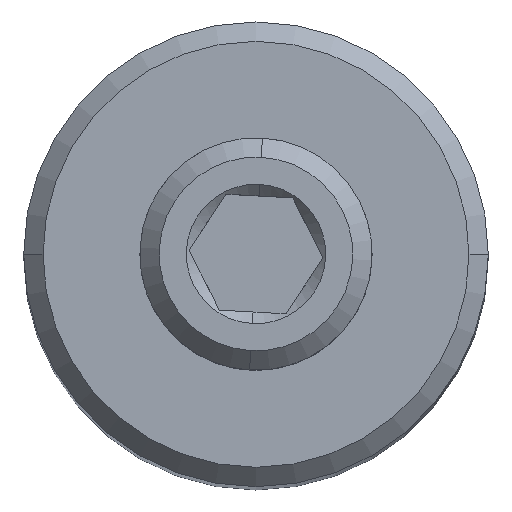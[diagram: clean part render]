
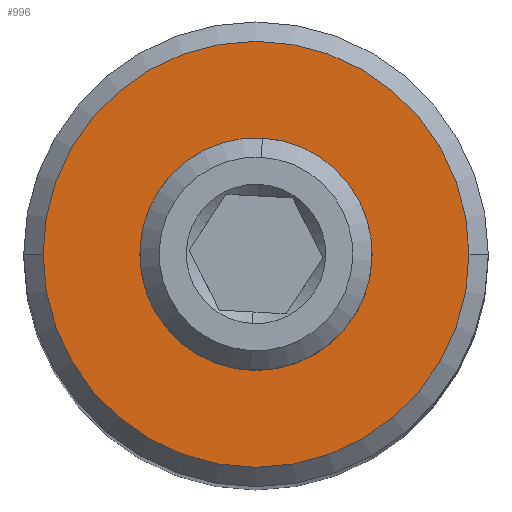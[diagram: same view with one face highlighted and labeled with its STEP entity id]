
A CAD part, top view. The second image highlights one B-rep face of the part: STEP entity #996.
In plain terms, the highlighted planar face has unit normal (0, 0, 1).
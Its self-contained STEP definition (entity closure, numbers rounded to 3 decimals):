
#42 = AXIS2_PLACEMENT_3D ( 'NONE', #714, #474, #700 ) ;
#54 = DIRECTION ( 'NONE',  ( 1., 0., 0. ) ) ;
#58 = VERTEX_POINT ( 'NONE', #1345 ) ;
#83 = ORIENTED_EDGE ( 'NONE', *, *, #1519, .F. ) ;
#131 = CARTESIAN_POINT ( 'NONE',  ( 0., 0., 12.5 ) ) ;
#163 = EDGE_CURVE ( 'NONE', #1032, #960, #1200, .T. ) ;
#194 = PLANE ( 'NONE',  #819 ) ;
#232 = FACE_OUTER_BOUND ( 'NONE', #1451, .T. ) ;
#244 = ORIENTED_EDGE ( 'NONE', *, *, #528, .F. ) ;
#259 = AXIS2_PLACEMENT_3D ( 'NONE', #131, #1033, #1005 ) ;
#288 = AXIS2_PLACEMENT_3D ( 'NONE', #1312, #1315, #54 ) ;
#303 = CARTESIAN_POINT ( 'NONE',  ( 2.75, 0., 12.5 ) ) ;
#377 = CIRCLE ( 'NONE', #259, 2.75 ) ;
#385 = EDGE_CURVE ( 'NONE', #960, #1032, #377, .T. ) ;
#451 = ORIENTED_EDGE ( 'NONE', *, *, #385, .T. ) ;
#474 = DIRECTION ( 'NONE',  ( 0., 0., 1. ) ) ;
#476 = DIRECTION ( 'NONE',  ( 0., 0., 1. ) ) ;
#482 = CARTESIAN_POINT ( 'NONE',  ( 0., 0., 12.5 ) ) ;
#528 = EDGE_CURVE ( 'NONE', #58, #964, #1463, .T. ) ;
#611 = FACE_BOUND ( 'NONE', #919, .T. ) ;
#700 = DIRECTION ( 'NONE',  ( 1., 0., 0. ) ) ;
#714 = CARTESIAN_POINT ( 'NONE',  ( 0., 0., 12.5 ) ) ;
#819 = AXIS2_PLACEMENT_3D ( 'NONE', #1575, #939, #1325 ) ;
#843 = DIRECTION ( 'NONE',  ( 1., 0., 0. ) ) ;
#919 = EDGE_LOOP ( 'NONE', ( #83, #244 ) ) ;
#938 = AXIS2_PLACEMENT_3D ( 'NONE', #482, #476, #843 ) ;
#939 = DIRECTION ( 'NONE',  ( 0., 0., 1. ) ) ;
#960 = VERTEX_POINT ( 'NONE', #303 ) ;
#964 = VERTEX_POINT ( 'NONE', #1565 ) ;
#996 = ADVANCED_FACE ( 'NONE', ( #232, #611 ), #194, .T. ) ;
#1005 = DIRECTION ( 'NONE',  ( 1., 0., 0. ) ) ;
#1032 = VERTEX_POINT ( 'NONE', #1188 ) ;
#1033 = DIRECTION ( 'NONE',  ( 0., 0., 1. ) ) ;
#1065 = ORIENTED_EDGE ( 'NONE', *, *, #163, .T. ) ;
#1188 = CARTESIAN_POINT ( 'NONE',  ( -2.75, 0., 12.5 ) ) ;
#1200 = CIRCLE ( 'NONE', #938, 2.75 ) ;
#1312 = CARTESIAN_POINT ( 'NONE',  ( 0., 0., 12.5 ) ) ;
#1315 = DIRECTION ( 'NONE',  ( 0., 0., 1. ) ) ;
#1325 = DIRECTION ( 'NONE',  ( 1., 0., 0. ) ) ;
#1345 = CARTESIAN_POINT ( 'NONE',  ( -1.5, 0., 12.5 ) ) ;
#1451 = EDGE_LOOP ( 'NONE', ( #1065, #451 ) ) ;
#1463 = CIRCLE ( 'NONE', #288, 1.5 ) ;
#1519 = EDGE_CURVE ( 'NONE', #964, #58, #1539, .T. ) ;
#1539 = CIRCLE ( 'NONE', #42, 1.5 ) ;
#1565 = CARTESIAN_POINT ( 'NONE',  ( 1.5, 0., 12.5 ) ) ;
#1575 = CARTESIAN_POINT ( 'NONE',  ( 0., 0., 12.5 ) ) ;
